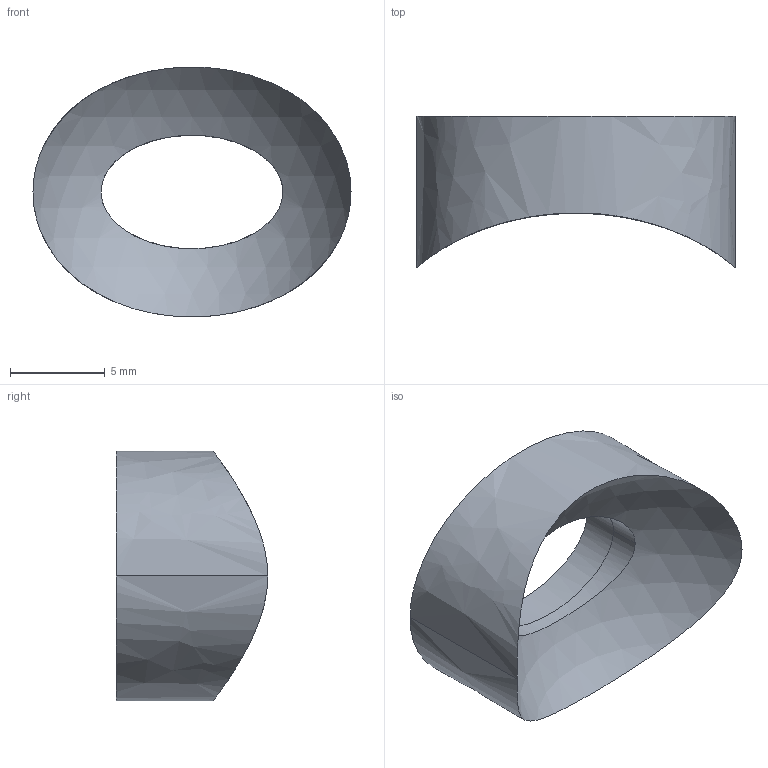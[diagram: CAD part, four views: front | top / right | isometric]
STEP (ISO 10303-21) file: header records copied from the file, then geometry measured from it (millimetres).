
FILE_DESCRIPTION(/* description */ (''),/* implementation_level */ '2;1');
FILE_NAME(/* name */ 'chamber_implant2_7pnt5mm_scaled_120percent.step',/* time_stamp */ '2023-01-20T17:07:22-06:00',/* author */ (''),/* organization */ (''),/* preprocessor_version */ 'ST-DEVELOPER v19.2',/* originating_system */ 'Autodesk Translation Framework v11.17.0.187',/* authorisation */ '');
FILE_SCHEMA (('AUTOMOTIVE_DESIGN { 1 0 10303 214 3 1 1 }'));
Length unit declared in the file: millimetre
Products named in the file (1): chamber_implant2_7pnt5mm_scaled_120percent
Bounding box: 16.8 x 8 x 13.19 mm (x, y, z)
Volume: 601.3 mm3; surface area: 694.6 mm2
Topology: 1 solids, 1 shells, 7 faces, 14 edges, 9 vertices
Faces by surface type: bspline 5, plane 1, sphere 1
Entity records: 418 total; most frequent: CARTESIAN_POINT 252, ORIENTED_EDGE 28, DIRECTION 17, EDGE_CURVE 14, EDGE_LOOP 9, VERTEX_POINT 9, FACE_OUTER_BOUND 7, ADVANCED_FACE 7
